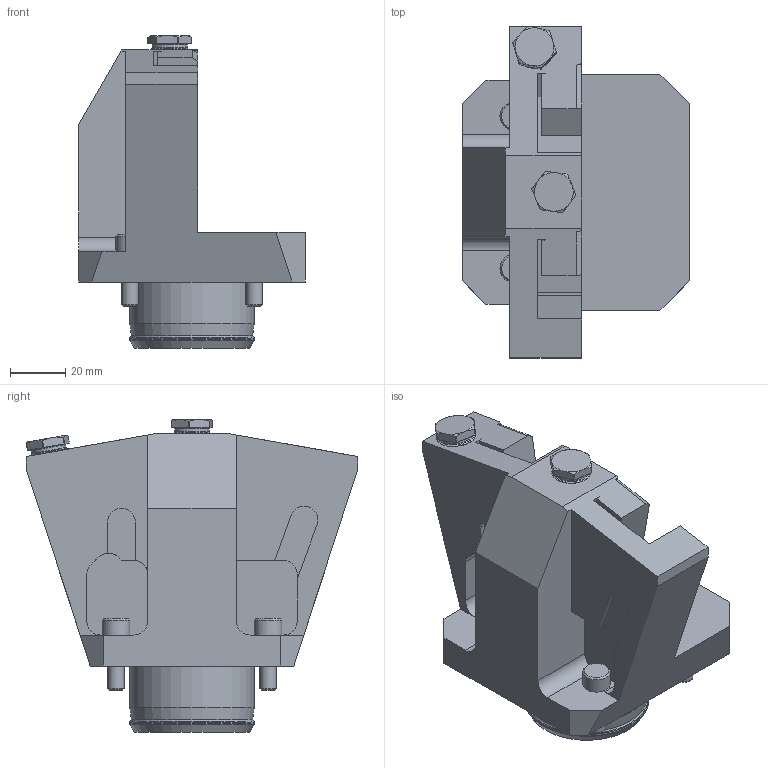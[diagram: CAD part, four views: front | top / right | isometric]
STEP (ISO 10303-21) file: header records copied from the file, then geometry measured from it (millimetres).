
FILE_DESCRIPTION(/* description */ (''),/* implementation_level */ '2;1');
FILE_NAME(/* name */ 'W7040027_stp.stp',/* time_stamp */ '2011-05-26T11:25:41+02:00',/* author */ (''),/* organization */ (''),/* preprocessor_version */ 'ST-DEVELOPER v11',/* originating_system */ 'UGS - NX 5.0',/* authorisation */ '');
FILE_SCHEMA (('AUTOMOTIVE_DESIGN { 1 0 10303 214 1 1 1 1 }'));
Length unit declared in the file: millimetre
Products named in the file (1): ReicB3D7sfl5
Bounding box: 82 x 120 x 113.08 mm (x, y, z)
Volume: 306348.8 mm3; surface area: 51718.6 mm2
Topology: 1 solids, 1 shells, 151 faces, 388 edges, 250 vertices
Faces by surface type: plane 85, cylinder 37, cone 22, torus 7
Full cylindrical faces by diameter (mm): 6 x4, 10 x2, 12.6 x2, 14 x2, 45 x2
Entity records: 4389 total; most frequent: CARTESIAN_POINT 817, DIRECTION 735, ORIENTED_EDGE 702, EDGE_CURVE 351, AXIS2_PLACEMENT_3D 256, VERTEX_POINT 242, LINE 223, VECTOR 223
